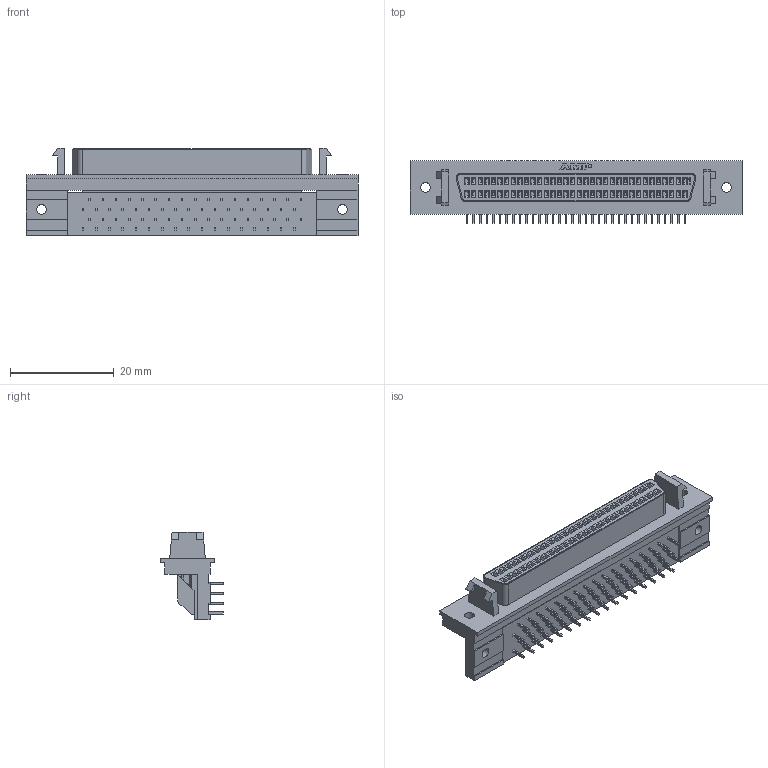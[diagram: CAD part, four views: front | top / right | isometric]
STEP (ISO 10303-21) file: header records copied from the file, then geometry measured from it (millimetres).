
FILE_DESCRIPTION((''),'2;1');
FILE_NAME('C-5787394-7','2009-01-20T',('workeradm'),('Tyco Electronics Corporation'),'PRO/ENGINEER BY PARAMETRIC TECHNOLOGY CORPORATION, 2005450','PRO/ENGINEER BY PARAMETRIC TECHNOLOGY CORPORATION, 2005450','');
FILE_SCHEMA(('CONFIG_CONTROL_DESIGN', 'GEOMETRIC_VALIDATION_PROPERTIES_MIM'));
Length unit declared in the file: millimetre
Products named in the file (1): C-5787394-7
Bounding box: 63.88 x 12.04 x 16.87 mm (x, y, z)
Volume: 5299.8 mm3; surface area: 4320 mm2
Topology: 1 solids, 1 shells, 840 faces, 2079 edges, 1384 vertices
Faces by surface type: plane 819, cylinder 19, extrusion 2
Entity records: 24552 total; most frequent: CARTESIAN_POINT 4338, ORIENTED_EDGE 4158, DIRECTION 3791, EDGE_CURVE 2079, VECTOR 2039, LINE 2037, VERTEX_POINT 1384, EDGE_LOOP 995
